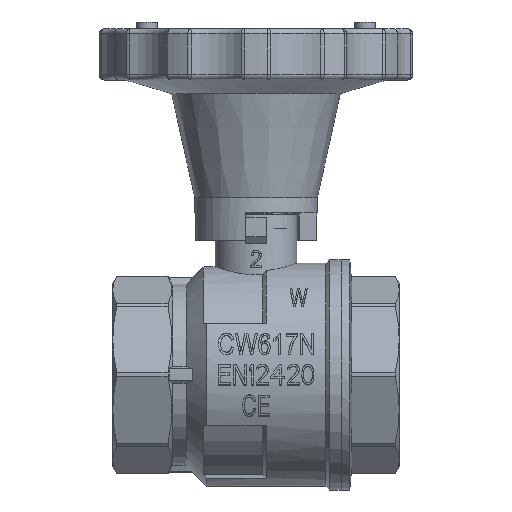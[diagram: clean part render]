
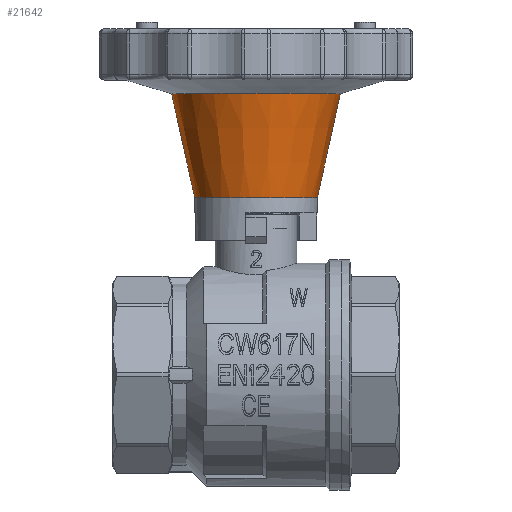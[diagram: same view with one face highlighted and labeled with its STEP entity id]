
A CAD part, top view. The second image highlights one B-rep face of the part: STEP entity #21642.
In plain terms, the highlighted conical face has half-angle 12.479 degrees and reference radius 21.375 mm.
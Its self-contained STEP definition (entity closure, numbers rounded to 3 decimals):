
#313=CONICAL_SURFACE('',#23482,21.375,0.218);
#6095=ORIENTED_EDGE('',*,*,#12330,.T.);
#6096=ORIENTED_EDGE('',*,*,#12331,.F.);
#12330=EDGE_CURVE('',#15516,#15516,#17770,.T.);
#12331=EDGE_CURVE('',#15517,#15517,#17771,.T.);
#15516=VERTEX_POINT('',#32914);
#15517=VERTEX_POINT('',#32917);
#17770=CIRCLE('',#23481,18.);
#17771=CIRCLE('',#23483,24.75);
#18582=EDGE_LOOP('',(#6095));
#18583=EDGE_LOOP('',(#6096));
#20011=FACE_BOUND('',#18582,.T.);
#20012=FACE_BOUND('',#18583,.T.);
#21642=ADVANCED_FACE('',(#20011,#20012),#313,.T.);
#23481=AXIS2_PLACEMENT_3D('',#32913,#26336,#26337);
#23482=AXIS2_PLACEMENT_3D('',#32915,#26338,#26339);
#23483=AXIS2_PLACEMENT_3D('',#32916,#26340,#26341);
#26336=DIRECTION('',(0.,1.,0.));
#26337=DIRECTION('',(0.892,0.,0.451));
#26338=DIRECTION('',(0.,1.,0.));
#26339=DIRECTION('',(1.,0.,0.));
#26340=DIRECTION('',(0.,1.,0.));
#26341=DIRECTION('',(1.,0.,0.));
#32913=CARTESIAN_POINT('',(0.,12.5,0.));
#32914=CARTESIAN_POINT('',(16.064,12.5,8.12));
#32915=CARTESIAN_POINT('',(0.,27.75,0.));
#32916=CARTESIAN_POINT('',(0.,43.,0.));
#32917=CARTESIAN_POINT('',(24.75,43.,0.));
